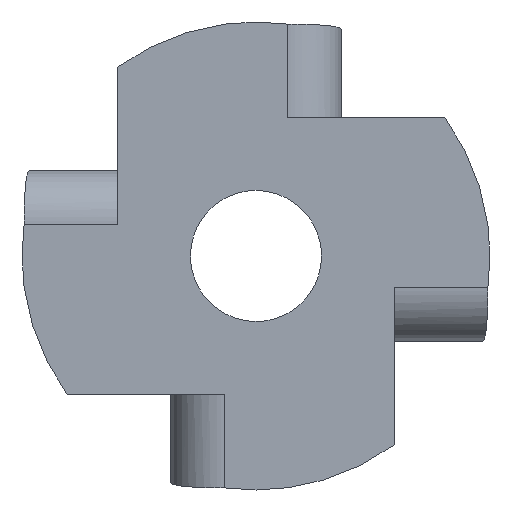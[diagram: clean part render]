
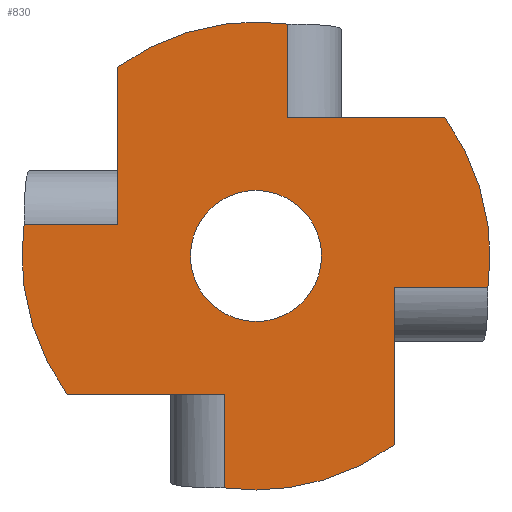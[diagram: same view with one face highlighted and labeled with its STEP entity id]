
A CAD part, front view. The second image highlights one B-rep face of the part: STEP entity #830.
In plain terms, the highlighted free-form (B-spline) face has degree [1, 1] with [2, 2] control points.
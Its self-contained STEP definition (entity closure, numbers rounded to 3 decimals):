
#70 = VERTEX_POINT('',#71);
#71 = CARTESIAN_POINT('',(0.,0.,1.725));
#89 = VERTEX_POINT('',#90);
#90 = CARTESIAN_POINT('',(0.,0.,-1.725));
#95 = EDGE_CURVE('',#89,#70,#96,.T.);
#96 = ( BOUNDED_CURVE() B_SPLINE_CURVE(2,(#97,#98,#99,#100,#101),
.UNSPECIFIED.,.F.,.F.) B_SPLINE_CURVE_WITH_KNOTS((3,2,3),(3.142,
4.712,6.283),.PIECEWISE_BEZIER_KNOTS.) CURVE() 
GEOMETRIC_REPRESENTATION_ITEM() RATIONAL_B_SPLINE_CURVE((1.,
0.707,1.,0.707,1.)) REPRESENTATION_ITEM('') );
#97 = CARTESIAN_POINT('',(0.,0.,-1.725));
#98 = CARTESIAN_POINT('',(-1.725,0.,-1.725));
#99 = CARTESIAN_POINT('',(-1.725,0.,0.));
#100 = CARTESIAN_POINT('',(-1.725,0.,1.725));
#101 = CARTESIAN_POINT('',(0.,0.,1.725));
#165 = VERTEX_POINT('',#166);
#166 = CARTESIAN_POINT('',(0.,0.,-6.16));
#171 = EDGE_CURVE('',#165,#172,#174,.T.);
#172 = VERTEX_POINT('',#173);
#173 = CARTESIAN_POINT('',(-0.821,0.,-6.105));
#174 = ( BOUNDED_CURVE() B_SPLINE_CURVE(2,(#175,#176,#177),
.UNSPECIFIED.,.F.,.F.) B_SPLINE_CURVE_WITH_KNOTS((3,3),(3.142,
3.275),.PIECEWISE_BEZIER_KNOTS.) CURVE() 
GEOMETRIC_REPRESENTATION_ITEM() RATIONAL_B_SPLINE_CURVE((1.,
0.998,1.)) REPRESENTATION_ITEM('') );
#175 = CARTESIAN_POINT('',(0.,0.,-6.16));
#176 = CARTESIAN_POINT('',(-0.413,0.,-6.16));
#177 = CARTESIAN_POINT('',(-0.821,0.,-6.105));
#222 = EDGE_CURVE('',#223,#172,#225,.T.);
#223 = VERTEX_POINT('',#224);
#224 = CARTESIAN_POINT('',(-0.821,0.,-3.641));
#225 = B_SPLINE_CURVE_WITH_KNOTS('',1,(#226,#227),.UNSPECIFIED.,.F.,.F.,
  (2,2),(4.433,7.433),.PIECEWISE_BEZIER_KNOTS.);
#226 = CARTESIAN_POINT('',(-0.821,0.,-3.641));
#227 = CARTESIAN_POINT('',(-0.821,0.,-6.105));
#342 = VERTEX_POINT('',#343);
#343 = CARTESIAN_POINT('',(0.821,0.,
    6.105));
#362 = EDGE_CURVE('',#363,#342,#365,.T.);
#363 = VERTEX_POINT('',#364);
#364 = CARTESIAN_POINT('',(0.821,0.,
    3.641));
#365 = B_SPLINE_CURVE_WITH_KNOTS('',1,(#366,#367),.UNSPECIFIED.,.F.,.F.,
  (2,2),(4.433,7.433),.PIECEWISE_BEZIER_KNOTS.);
#366 = CARTESIAN_POINT('',(0.821,0.,3.641));
#367 = CARTESIAN_POINT('',(0.821,0.,6.105));
#484 = VERTEX_POINT('',#485);
#485 = CARTESIAN_POINT('',(-6.105,0.,
    0.821));
#504 = EDGE_CURVE('',#505,#484,#507,.T.);
#505 = VERTEX_POINT('',#506);
#506 = CARTESIAN_POINT('',(-3.641,0.,
    0.821));
#507 = B_SPLINE_CURVE_WITH_KNOTS('',1,(#508,#509),.UNSPECIFIED.,.F.,.F.,
  (2,2),(4.433,7.433),.PIECEWISE_BEZIER_KNOTS.);
#508 = CARTESIAN_POINT('',(-3.641,0.,0.821));
#509 = CARTESIAN_POINT('',(-6.105,0.,0.821));
#626 = VERTEX_POINT('',#627);
#627 = CARTESIAN_POINT('',(6.105,0.,
    -0.821));
#646 = EDGE_CURVE('',#647,#626,#649,.T.);
#647 = VERTEX_POINT('',#648);
#648 = CARTESIAN_POINT('',(3.641,0.,
    -0.821));
#649 = B_SPLINE_CURVE_WITH_KNOTS('',1,(#650,#651),.UNSPECIFIED.,.F.,.F.,
  (2,2),(4.433,7.433),.PIECEWISE_BEZIER_KNOTS.);
#650 = CARTESIAN_POINT('',(3.641,0.,-0.821));
#651 = CARTESIAN_POINT('',(6.105,0.,-0.821));
#830 = ADVANCED_FACE('',(#831,#842),#901,.F.);
#831 = FACE_BOUND('',#832,.T.);
#832 = EDGE_LOOP('',(#833,#841));
#833 = ORIENTED_EDGE('',*,*,#834,.T.);
#834 = EDGE_CURVE('',#70,#89,#835,.T.);
#835 = ( BOUNDED_CURVE() B_SPLINE_CURVE(2,(#836,#837,#838,#839,#840),
.UNSPECIFIED.,.F.,.F.) B_SPLINE_CURVE_WITH_KNOTS((3,2,3),(0.,
1.571,3.142),.PIECEWISE_BEZIER_KNOTS.) CURVE() 
GEOMETRIC_REPRESENTATION_ITEM() RATIONAL_B_SPLINE_CURVE((1.,
0.707,1.,0.707,1.)) REPRESENTATION_ITEM('') );
#836 = CARTESIAN_POINT('',(0.,0.,1.725));
#837 = CARTESIAN_POINT('',(1.725,0.,1.725));
#838 = CARTESIAN_POINT('',(1.725,0.,0.));
#839 = CARTESIAN_POINT('',(1.725,0.,-1.725));
#840 = CARTESIAN_POINT('',(0.,0.,-1.725));
#841 = ORIENTED_EDGE('',*,*,#95,.T.);
#842 = FACE_BOUND('',#843,.T.);
#843 = EDGE_LOOP('',(#844,#845,#853,#858,#859,#867,#872,#873,#874,#882,
    #887,#888,#896));
#844 = ORIENTED_EDGE('',*,*,#362,.T.);
#845 = ORIENTED_EDGE('',*,*,#846,.F.);
#846 = EDGE_CURVE('',#847,#342,#849,.T.);
#847 = VERTEX_POINT('',#848);
#848 = CARTESIAN_POINT('',(-3.641,0.,4.969));
#849 = ( BOUNDED_CURVE() B_SPLINE_CURVE(2,(#850,#851,#852),
.UNSPECIFIED.,.F.,.F.) B_SPLINE_CURVE_WITH_KNOTS((3,3),(5.651,
6.417),.PIECEWISE_BEZIER_KNOTS.) CURVE() 
GEOMETRIC_REPRESENTATION_ITEM() RATIONAL_B_SPLINE_CURVE((1.,
0.928,1.)) REPRESENTATION_ITEM('') );
#850 = CARTESIAN_POINT('',(-3.641,0.,4.969));
#851 = CARTESIAN_POINT('',(-1.639,0.,6.436));
#852 = CARTESIAN_POINT('',(0.821,0.,6.105));
#853 = ORIENTED_EDGE('',*,*,#854,.T.);
#854 = EDGE_CURVE('',#847,#505,#855,.T.);
#855 = B_SPLINE_CURVE_WITH_KNOTS('',1,(#856,#857),.UNSPECIFIED.,.F.,.F.,
  (2,2),(-6.05,-1.),.PIECEWISE_BEZIER_KNOTS.);
#856 = CARTESIAN_POINT('',(-3.641,0.,4.969));
#857 = CARTESIAN_POINT('',(-3.641,0.,0.821));
#858 = ORIENTED_EDGE('',*,*,#504,.T.);
#859 = ORIENTED_EDGE('',*,*,#860,.F.);
#860 = EDGE_CURVE('',#861,#484,#863,.T.);
#861 = VERTEX_POINT('',#862);
#862 = CARTESIAN_POINT('',(-4.969,0.,-3.641));
#863 = ( BOUNDED_CURVE() B_SPLINE_CURVE(2,(#864,#865,#866),
.UNSPECIFIED.,.F.,.F.) B_SPLINE_CURVE_WITH_KNOTS((3,3),(4.08,
4.846),.PIECEWISE_BEZIER_KNOTS.) CURVE() 
GEOMETRIC_REPRESENTATION_ITEM() RATIONAL_B_SPLINE_CURVE((1.,
0.928,1.)) REPRESENTATION_ITEM('') );
#864 = CARTESIAN_POINT('',(-4.969,0.,-3.641));
#865 = CARTESIAN_POINT('',(-6.436,0.,-1.639));
#866 = CARTESIAN_POINT('',(-6.105,0.,0.821));
#867 = ORIENTED_EDGE('',*,*,#868,.T.);
#868 = EDGE_CURVE('',#861,#223,#869,.T.);
#869 = B_SPLINE_CURVE_WITH_KNOTS('',1,(#870,#871),.UNSPECIFIED.,.F.,.F.,
  (2,2),(-6.05,-1.),.PIECEWISE_BEZIER_KNOTS.);
#870 = CARTESIAN_POINT('',(-4.969,0.,-3.641));
#871 = CARTESIAN_POINT('',(-0.821,0.,-3.641));
#872 = ORIENTED_EDGE('',*,*,#222,.T.);
#873 = ORIENTED_EDGE('',*,*,#171,.F.);
#874 = ORIENTED_EDGE('',*,*,#875,.F.);
#875 = EDGE_CURVE('',#876,#165,#878,.T.);
#876 = VERTEX_POINT('',#877);
#877 = CARTESIAN_POINT('',(3.641,0.,-4.969));
#878 = ( BOUNDED_CURVE() B_SPLINE_CURVE(2,(#879,#880,#881),
.UNSPECIFIED.,.F.,.F.) B_SPLINE_CURVE_WITH_KNOTS((3,3),(2.509,
3.142),.PIECEWISE_BEZIER_KNOTS.) CURVE() 
GEOMETRIC_REPRESENTATION_ITEM() RATIONAL_B_SPLINE_CURVE((1.,
0.95,1.)) REPRESENTATION_ITEM('') );
#879 = CARTESIAN_POINT('',(3.641,0.,-4.969));
#880 = CARTESIAN_POINT('',(2.016,0.,-6.16));
#881 = CARTESIAN_POINT('',(0.,0.,-6.16));
#882 = ORIENTED_EDGE('',*,*,#883,.T.);
#883 = EDGE_CURVE('',#876,#647,#884,.T.);
#884 = B_SPLINE_CURVE_WITH_KNOTS('',1,(#885,#886),.UNSPECIFIED.,.F.,.F.,
  (2,2),(-6.05,-1.),.PIECEWISE_BEZIER_KNOTS.);
#885 = CARTESIAN_POINT('',(3.641,0.,-4.969));
#886 = CARTESIAN_POINT('',(3.641,0.,-0.821));
#887 = ORIENTED_EDGE('',*,*,#646,.T.);
#888 = ORIENTED_EDGE('',*,*,#889,.F.);
#889 = EDGE_CURVE('',#890,#626,#892,.T.);
#890 = VERTEX_POINT('',#891);
#891 = CARTESIAN_POINT('',(4.969,0.,3.641));
#892 = ( BOUNDED_CURVE() B_SPLINE_CURVE(2,(#893,#894,#895),
.UNSPECIFIED.,.F.,.F.) B_SPLINE_CURVE_WITH_KNOTS((3,3),(0.938,
1.705),.PIECEWISE_BEZIER_KNOTS.) CURVE() 
GEOMETRIC_REPRESENTATION_ITEM() RATIONAL_B_SPLINE_CURVE((1.,
0.928,1.)) REPRESENTATION_ITEM('') );
#893 = CARTESIAN_POINT('',(4.969,0.,3.641));
#894 = CARTESIAN_POINT('',(6.436,0.,1.639));
#895 = CARTESIAN_POINT('',(6.105,0.,-0.821));
#896 = ORIENTED_EDGE('',*,*,#897,.T.);
#897 = EDGE_CURVE('',#890,#363,#898,.T.);
#898 = B_SPLINE_CURVE_WITH_KNOTS('',1,(#899,#900),.UNSPECIFIED.,.F.,.F.,
  (2,2),(-6.05,-1.),.PIECEWISE_BEZIER_KNOTS.);
#899 = CARTESIAN_POINT('',(4.969,0.,3.641));
#900 = CARTESIAN_POINT('',(0.821,0.,3.641));
#901 = B_SPLINE_SURFACE_WITH_KNOTS('',1,1,(
    (#902,#903)
    ,(#904,#905
    )),.UNSPECIFIED.,.F.,.F.,.F.,(2,2),(2,2),(-7.5,7.5),(-7.5,7.5),
  .PIECEWISE_BEZIER_KNOTS.);
#902 = CARTESIAN_POINT('',(-6.16,0.,-6.16));
#903 = CARTESIAN_POINT('',(6.16,0.,-6.16));
#904 = CARTESIAN_POINT('',(-6.16,0.,6.16));
#905 = CARTESIAN_POINT('',(6.16,0.,6.16));
